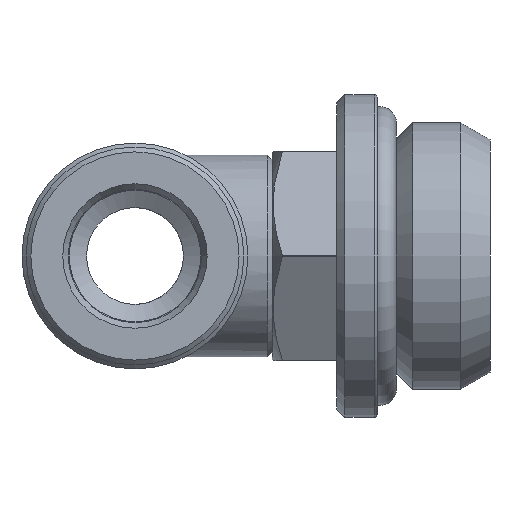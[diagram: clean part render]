
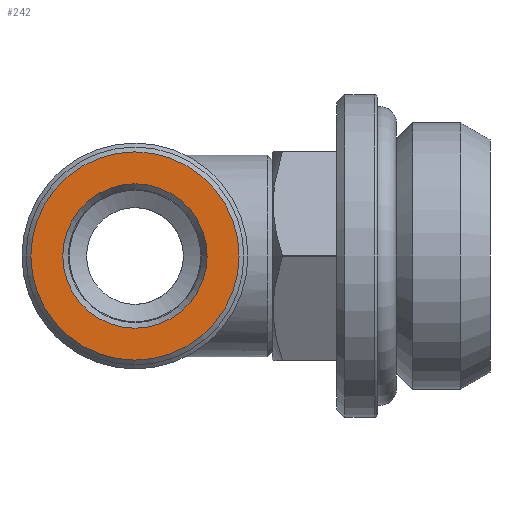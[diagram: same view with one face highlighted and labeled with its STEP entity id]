
A CAD part, left-side view. The second image highlights one B-rep face of the part: STEP entity #242.
In plain terms, the highlighted planar face has unit normal (-1, 0, 0).
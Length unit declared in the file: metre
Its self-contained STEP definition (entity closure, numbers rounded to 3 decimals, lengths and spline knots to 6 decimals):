
#242 = ADVANCED_FACE( 'NONE', ( #537, #538 ), #539, .T. );
#537 = FACE_OUTER_BOUND( '', #1239, .T. );
#538 = FACE_BOUND( '', #1240, .T. );
#539 = PLANE( '', #1241 );
#1239 = EDGE_LOOP( '', ( #1741 ) );
#1240 = EDGE_LOOP( '', ( #1742 ) );
#1241 = AXIS2_PLACEMENT_3D( '', #1743, #1744, #1745 );
#1741 = ORIENTED_EDGE( '', *, *, #1843, .F. );
#1742 = ORIENTED_EDGE( '', *, *, #2018, .T. );
#1743 = CARTESIAN_POINT( '', ( -0.02295, 0.00645, 0. ) );
#1744 = DIRECTION( '', ( -1., 0., 0. ) );
#1745 = DIRECTION( '', ( 0., 0., 1. ) );
#1843 = EDGE_CURVE( 'NONE', #2060, #2060, #2061, .T. );
#2018 = EDGE_CURVE( 'NONE', #2322, #2322, #2323, .T. );
#2060 = VERTEX_POINT( '', #2396 );
#2061 = CIRCLE( '', #2397, 0.00645 );
#2322 = VERTEX_POINT( '', #2987 );
#2323 = CIRCLE( '', #2988, 0.004475 );
#2396 = CARTESIAN_POINT( '', ( -0.02295, 0., -0.00645 ) );
#2397 = AXIS2_PLACEMENT_3D( '', #3020, #3021, #3022 );
#2987 = CARTESIAN_POINT( '', ( -0.02295, 0., -0.004475 ) );
#2988 = AXIS2_PLACEMENT_3D( '', #3247, #3248, #3249 );
#3020 = CARTESIAN_POINT( '', ( -0.02295, 0., 0. ) );
#3021 = DIRECTION( '', ( 1., 0., 0. ) );
#3022 = DIRECTION( '', ( 0., 0., -1. ) );
#3247 = CARTESIAN_POINT( '', ( -0.02295, 0., 0. ) );
#3248 = DIRECTION( '', ( 1., 0., 0. ) );
#3249 = DIRECTION( '', ( 0., 0., -1. ) );
